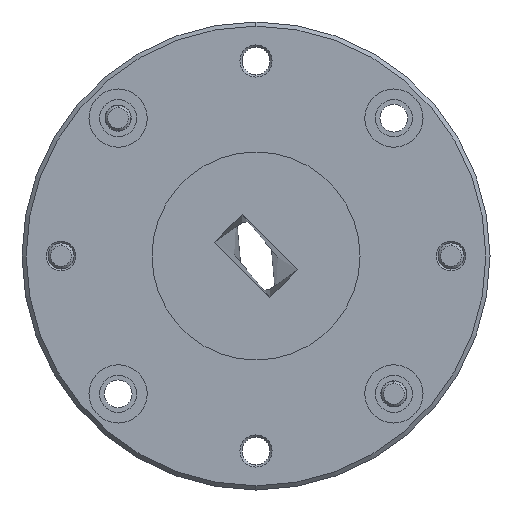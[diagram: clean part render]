
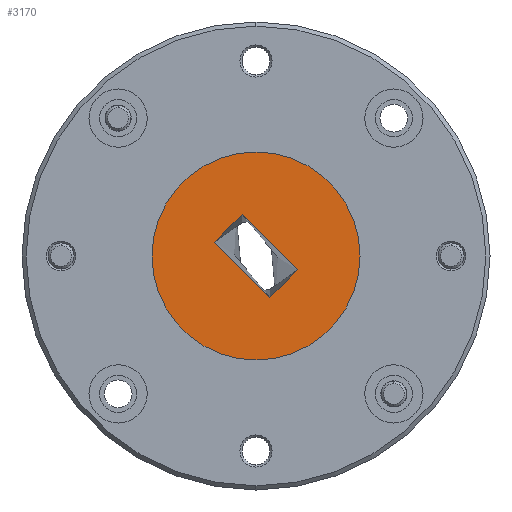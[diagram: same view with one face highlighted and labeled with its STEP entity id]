
A CAD part, left-side view. The second image highlights one B-rep face of the part: STEP entity #3170.
In plain terms, the highlighted planar face has unit normal (-1, 0, 0).
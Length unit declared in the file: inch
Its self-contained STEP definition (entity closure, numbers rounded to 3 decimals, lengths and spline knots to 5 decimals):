
#42 = CARTESIAN_POINT ( 'NONE',  ( -2.78185, 1.55839, -0.21946 ) ) ;
#158 = CARTESIAN_POINT ( 'NONE',  ( -2.78185, 1.75779, -0.15299 ) ) ;
#191 = CARTESIAN_POINT ( 'NONE',  ( -2.78185, 1.90809, -0.18623 ) ) ;
#264 = DIRECTION ( 'NONE',  ( -1., 0., 0. ) ) ;
#451 = ORIENTED_EDGE ( 'NONE', *, *, #4560, .F. ) ;
#499 = VECTOR ( 'NONE', #5201, 39.37008 ) ;
#635 = ORIENTED_EDGE ( 'NONE', *, *, #4878, .F. ) ;
#636 = CIRCLE ( 'NONE', #1168, 0.25 ) ;
#724 = EDGE_CURVE ( 'NONE', #4955, #1488, #5311, .T. ) ;
#879 = ORIENTED_EDGE ( 'NONE', *, *, #4079, .F. ) ;
#893 = VERTEX_POINT ( 'NONE', #1803 ) ;
#1123 = DIRECTION ( 'NONE',  ( 0., 0., 1. ) ) ;
#1130 = DIRECTION ( 'NONE',  ( 0., 0., 1. ) ) ;
#1168 = AXIS2_PLACEMENT_3D ( 'NONE', #1188, #2174, #1123 ) ;
#1188 = CARTESIAN_POINT ( 'NONE',  ( -2.78185, 1.65809, -0.18623 ) ) ;
#1256 = EDGE_CURVE ( 'NONE', #893, #1723, #636, .T. ) ;
#1293 = AXIS2_PLACEMENT_3D ( 'NONE', #2379, #264, #1130 ) ;
#1458 = CARTESIAN_POINT ( 'NONE',  ( -2.78185, 1.75779, -0.15299 ) ) ;
#1488 = VERTEX_POINT ( 'NONE', #6082 ) ;
#1544 = DIRECTION ( 'NONE',  ( 0., 0.707, 0.707 ) ) ;
#1723 = VERTEX_POINT ( 'NONE', #4416 ) ;
#1778 = LINE ( 'NONE', #158, #3165 ) ;
#1803 = CARTESIAN_POINT ( 'NONE',  ( -2.78185, 1.65809, 0.06377 ) ) ;
#1813 = FACE_OUTER_BOUND ( 'NONE', #5115, .T. ) ;
#1845 = DIRECTION ( 'NONE',  ( 1., 0., 0. ) ) ;
#1911 = LINE ( 'NONE', #4151, #499 ) ;
#2125 = EDGE_CURVE ( 'NONE', #1723, #893, #3568, .T. ) ;
#2174 = DIRECTION ( 'NONE',  ( -1., 0., 0. ) ) ;
#2379 = CARTESIAN_POINT ( 'NONE',  ( -2.78185, 1.65809, -0.18623 ) ) ;
#2943 = AXIS2_PLACEMENT_3D ( 'NONE', #191, #1845, #5171 ) ;
#2985 = FACE_BOUND ( 'NONE', #4858, .T. ) ;
#3165 = VECTOR ( 'NONE', #6120, 39.37008 ) ;
#3170 = ADVANCED_FACE ( 'NONE', ( #2985, #1813 ), #6679, .F. ) ;
#3568 = CIRCLE ( 'NONE', #1293, 0.25 ) ;
#3610 = VERTEX_POINT ( 'NONE', #42 ) ;
#3712 = VERTEX_POINT ( 'NONE', #4908 ) ;
#4079 = EDGE_CURVE ( 'NONE', #1488, #3712, #1778, .T. ) ;
#4151 = CARTESIAN_POINT ( 'NONE',  ( -2.78185, 1.62486, -0.28593 ) ) ;
#4153 = VECTOR ( 'NONE', #5279, 39.37008 ) ;
#4416 = CARTESIAN_POINT ( 'NONE',  ( -2.78185, 1.65809, -0.43623 ) ) ;
#4560 = EDGE_CURVE ( 'NONE', #3712, #3610, #1911, .T. ) ;
#4828 = CARTESIAN_POINT ( 'NONE',  ( -2.78185, 1.69133, -0.08652 ) ) ;
#4858 = EDGE_LOOP ( 'NONE', ( #5243, #635, #451, #879 ) ) ;
#4878 = EDGE_CURVE ( 'NONE', #3610, #4955, #5754, .T. ) ;
#4908 = CARTESIAN_POINT ( 'NONE',  ( -2.78185, 1.62486, -0.28593 ) ) ;
#4955 = VERTEX_POINT ( 'NONE', #4828 ) ;
#5115 = EDGE_LOOP ( 'NONE', ( #6085, #5511 ) ) ;
#5137 = VECTOR ( 'NONE', #1544, 39.37008 ) ;
#5171 = DIRECTION ( 'NONE',  ( 0., 0., 1. ) ) ;
#5201 = DIRECTION ( 'NONE',  ( 0., -0.707, 0.707 ) ) ;
#5243 = ORIENTED_EDGE ( 'NONE', *, *, #724, .F. ) ;
#5279 = DIRECTION ( 'NONE',  ( 0., 0.707, -0.707 ) ) ;
#5311 = LINE ( 'NONE', #1458, #4153 ) ;
#5511 = ORIENTED_EDGE ( 'NONE', *, *, #2125, .T. ) ;
#5754 = LINE ( 'NONE', #6402, #5137 ) ;
#6082 = CARTESIAN_POINT ( 'NONE',  ( -2.78185, 1.75779, -0.15299 ) ) ;
#6085 = ORIENTED_EDGE ( 'NONE', *, *, #1256, .T. ) ;
#6120 = DIRECTION ( 'NONE',  ( 0., -0.707, -0.707 ) ) ;
#6402 = CARTESIAN_POINT ( 'NONE',  ( -2.78185, 1.69133, -0.08652 ) ) ;
#6679 = PLANE ( 'NONE',  #2943 ) ;
